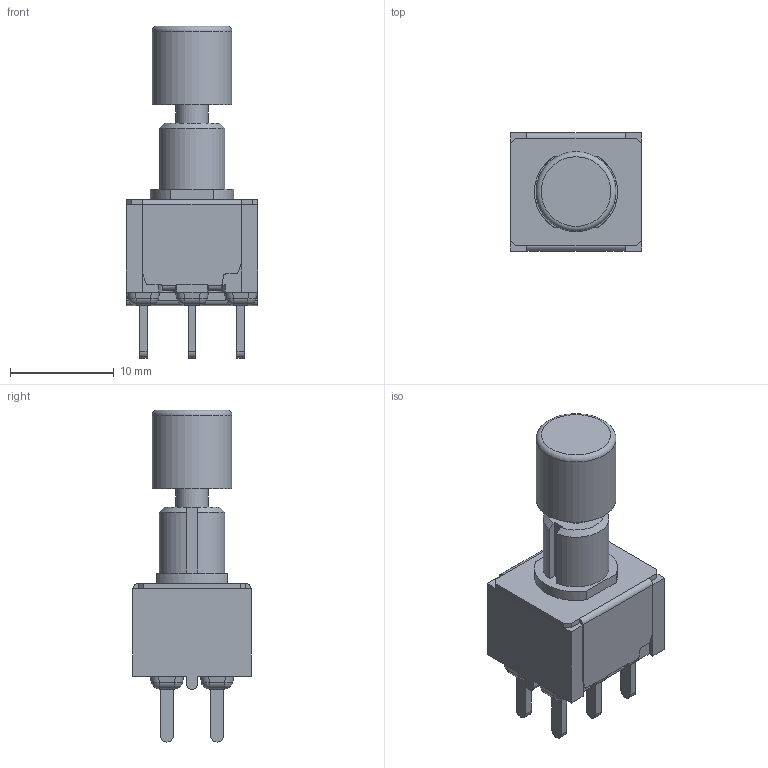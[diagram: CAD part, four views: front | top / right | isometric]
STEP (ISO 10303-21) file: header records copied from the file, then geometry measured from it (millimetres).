
FILE_DESCRIPTION(/* description */ (''),/* implementation_level */ '2;1');
FILE_NAME(/* name */ '700DP7B10M2xEC1xxx.stp',/* time_stamp */ '2026-01-08T12:24:31-06:00',/* author */ ('jsteinblock'),/* organization */ (''),/* preprocessor_version */ 'ST-DEVELOPER v18.1',/* originating_system */ 'Autodesk Inventor 2022',/* authorisation */ '');
FILE_SCHEMA (('AUTOMOTIVE_DESIGN { 1 0 10303 214 3 1 1 }'));
Length unit declared in the file: inch
Products named in the file (1): 700DP7B10M2xEC1xxx
Bounding box: 12.7 x 11.43 x 31.97 mm (x, y, z)
Volume: 1882.9 mm3; surface area: 1862.9 mm2
Topology: 2 solids, 5 shells, 430 faces, 1122 edges, 697 vertices
Faces by surface type: plane 222, cylinder 116, bspline 60, sphere 24, torus 7, cone 1
Full cylindrical faces by diameter (mm): 3.1 x2, 7.7 x1
Entity records: 13566 total; most frequent: CARTESIAN_POINT 3365, ORIENTED_EDGE 2196, DIRECTION 1949, EDGE_CURVE 1098, LINE 713, VECTOR 713, VERTEX_POINT 697, AXIS2_PLACEMENT_3D 618
